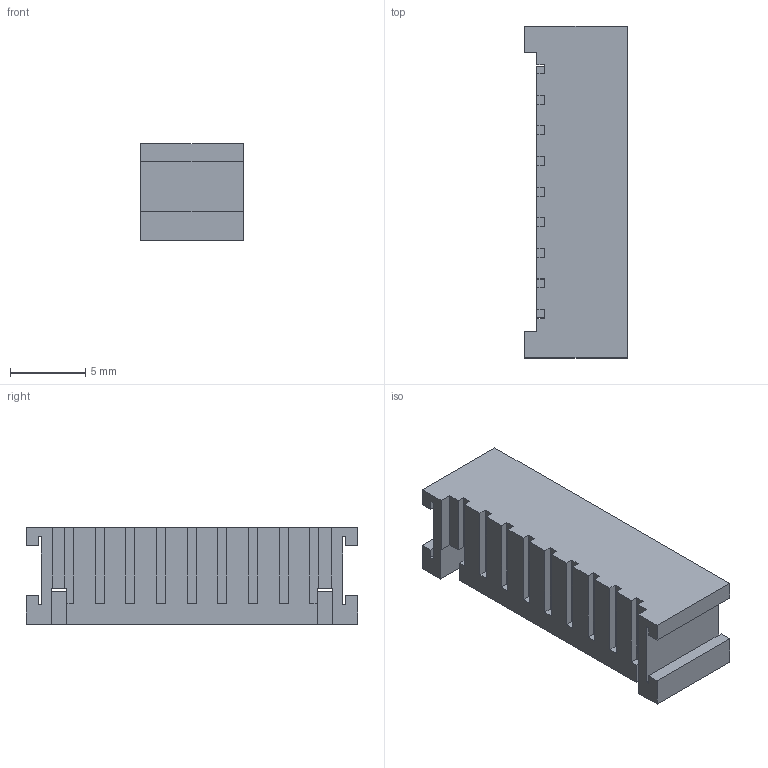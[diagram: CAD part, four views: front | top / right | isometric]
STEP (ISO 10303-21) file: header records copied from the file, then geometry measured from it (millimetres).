
FILE_DESCRIPTION((''),'2;1');
FILE_NAME('PRT0001','2020-12-02T15:57:35',('Administrator'),(''),'CREO PARAMETRIC BY PTC INC, 2020154','CREO PARAMETRIC BY PTC INC, 2020154','');
FILE_SCHEMA(('CONFIG_CONTROL_DESIGN','SHAPE_APPEARANCE_LAYERS_GROUPS'));
Length unit declared in the file: millimetre
Products named in the file (1): PRT0001
Bounding box: 6.8 x 22 x 6.4 mm (x, y, z)
Volume: 397.1 mm3; surface area: 1075.2 mm2
Topology: 1 solids, 1 shells, 216 faces, 622 edges, 414 vertices
Faces by surface type: plane 208, cylinder 8
Entity records: 7047 total; most frequent: CARTESIAN_POINT 1252, ORIENTED_EDGE 1244, DIRECTION 1070, EDGE_CURVE 622, VECTOR 606, LINE 606, VERTEX_POINT 414, AXIS2_PLACEMENT_3D 232
